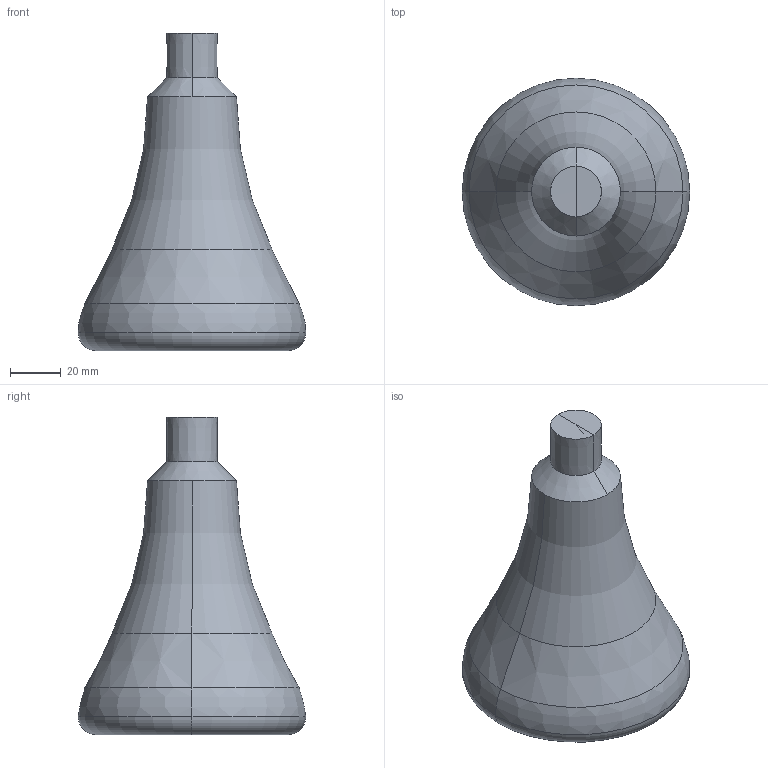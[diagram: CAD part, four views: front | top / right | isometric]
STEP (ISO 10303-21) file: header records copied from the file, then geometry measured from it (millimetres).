
FILE_DESCRIPTION(('STEP AP214'),'1');
FILE_NAME('实例4 LED灯 流场.stp','2016-04-23T11:48:31',(' '),(' '),'Spatial InterOp 3D',' ',' ');
FILE_SCHEMA(('automotive_design'));
Length unit declared in the file: millimetre
Products named in the file (3): 实例4 LED灯 流场; 实例4 灯泡流场; LED
Assembly tree (2 placements, depth 2):
  实例4 LED灯 流场
    实例4 灯泡流场
    LED
Bounding box: 89.65 x 89.65 x 125 mm (x, y, z)
Volume: 58830.1 mm3; surface area: 58404.8 mm2
Topology: 11 solids, 11 shells, 96 faces, 203 edges, 130 vertices
Faces by surface type: plane 60, torus 14, cone 14, cylinder 8
Entity records: 3487 total; most frequent: DIRECTION 470, CARTESIAN_POINT 430, ORIENTED_EDGE 402, EDGE_CURVE 201, AXIS2_PLACEMENT_3D 170, VERTEX_POINT 130, LINE 130, VECTOR 130
